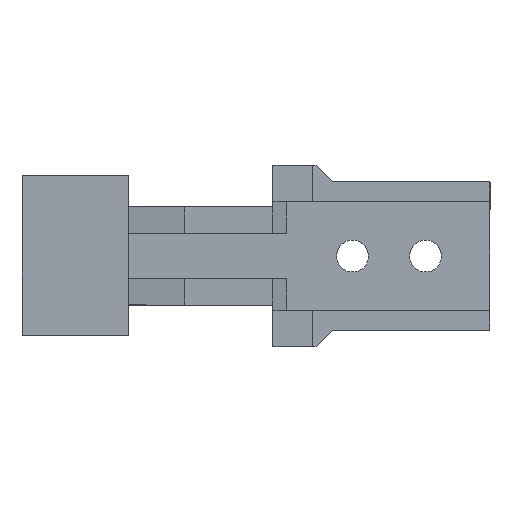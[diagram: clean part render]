
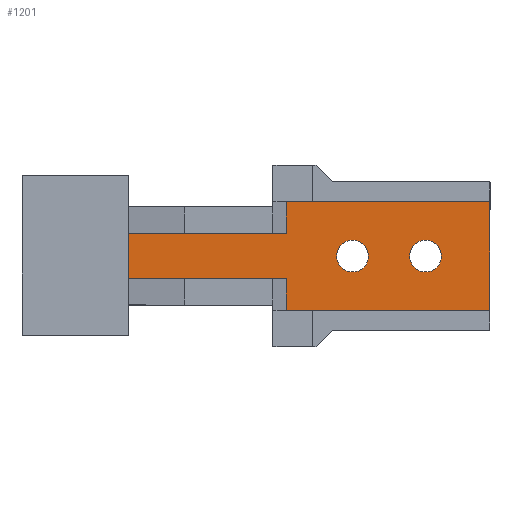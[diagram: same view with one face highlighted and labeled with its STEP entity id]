
A CAD part, top view. The second image highlights one B-rep face of the part: STEP entity #1201.
In plain terms, the highlighted planar face has unit normal (0, 0, 1).
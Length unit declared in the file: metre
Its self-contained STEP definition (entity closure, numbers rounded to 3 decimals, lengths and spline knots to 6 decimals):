
#18=CIRCLE('',#1256,0.0012);
#19=CIRCLE('',#1271,0.0012);
#252=ORIENTED_EDGE('',*,*,#447,.T.);
#253=ORIENTED_EDGE('',*,*,#486,.T.);
#254=ORIENTED_EDGE('',*,*,#481,.F.);
#255=ORIENTED_EDGE('',*,*,#493,.F.);
#256=ORIENTED_EDGE('',*,*,#499,.F.);
#257=ORIENTED_EDGE('',*,*,#500,.F.);
#258=ORIENTED_EDGE('',*,*,#501,.T.);
#259=ORIENTED_EDGE('',*,*,#491,.T.);
#260=ORIENTED_EDGE('',*,*,#482,.T.);
#261=ORIENTED_EDGE('',*,*,#408,.T.);
#408=EDGE_CURVE('',#565,#564,#688,.T.);
#447=EDGE_CURVE('',#594,#594,#18,.T.);
#481=EDGE_CURVE('',#618,#564,#757,.T.);
#482=EDGE_CURVE('',#619,#565,#758,.T.);
#486=EDGE_CURVE('',#621,#621,#19,.T.);
#491=EDGE_CURVE('',#622,#619,#766,.T.);
#493=EDGE_CURVE('',#623,#618,#768,.T.);
#499=EDGE_CURVE('',#626,#623,#774,.T.);
#500=EDGE_CURVE('',#627,#626,#775,.T.);
#501=EDGE_CURVE('',#627,#622,#776,.T.);
#564=VERTEX_POINT('',#1701);
#565=VERTEX_POINT('',#1703);
#594=VERTEX_POINT('',#1779);
#618=VERTEX_POINT('',#1848);
#619=VERTEX_POINT('',#1852);
#621=VERTEX_POINT('',#1859);
#622=VERTEX_POINT('',#1866);
#623=VERTEX_POINT('',#1871);
#626=VERTEX_POINT('',#1886);
#627=VERTEX_POINT('',#1888);
#688=LINE('',#1702,#850);
#757=LINE('',#1849,#919);
#758=LINE('',#1851,#920);
#766=LINE('',#1868,#928);
#768=LINE('',#1872,#930);
#774=LINE('',#1885,#936);
#775=LINE('',#1887,#937);
#776=LINE('',#1889,#938);
#850=VECTOR('',#1377,1.);
#919=VECTOR('',#1494,1.);
#920=VECTOR('',#1497,1.);
#928=VECTOR('',#1515,1.);
#930=VECTOR('',#1519,1.);
#936=VECTOR('',#1535,1.);
#937=VECTOR('',#1536,1.);
#938=VECTOR('',#1537,1.);
#1008=EDGE_LOOP('',(#252));
#1009=EDGE_LOOP('',(#253));
#1010=EDGE_LOOP('',(#254,#255,#256,#257,#258,#259,#260,#261));
#1078=FACE_BOUND('',#1008,.T.);
#1079=FACE_BOUND('',#1009,.T.);
#1080=FACE_BOUND('',#1010,.T.);
#1141=PLANE('',#1280);
#1201=ADVANCED_FACE('',(#1078,#1079,#1080),#1141,.F.);
#1256=AXIS2_PLACEMENT_3D('',#1778,#1435,#1436);
#1271=AXIS2_PLACEMENT_3D('',#1858,#1503,#1504);
#1280=AXIS2_PLACEMENT_3D('',#1884,#1533,#1534);
#1377=DIRECTION('',(0.,1.,0.));
#1435=DIRECTION('',(0.,0.,-1.));
#1436=DIRECTION('',(0.,-1.,0.));
#1494=DIRECTION('',(1.,0.,0.));
#1497=DIRECTION('',(1.,0.,0.));
#1503=DIRECTION('',(0.,0.,-1.));
#1504=DIRECTION('',(0.,-1.,0.));
#1515=DIRECTION('',(0.,-1.,0.));
#1519=DIRECTION('',(0.,1.,0.));
#1533=DIRECTION('',(0.,0.,-1.));
#1534=DIRECTION('',(-1.,0.,0.));
#1535=DIRECTION('',(1.,0.,0.));
#1536=DIRECTION('',(0.,1.,0.));
#1537=DIRECTION('',(1.,0.,0.));
#1701=CARTESIAN_POINT('',(-0.0017,0.0041,0.018));
#1702=CARTESIAN_POINT('',(-0.0017,-0.003702,0.018));
#1703=CARTESIAN_POINT('',(-0.0017,-0.0041,0.018));
#1778=CARTESIAN_POINT('',(-0.00655,0.,0.018));
#1779=CARTESIAN_POINT('',(-0.00655,-0.0012,0.018));
#1848=CARTESIAN_POINT('',(-0.01705,0.0041,0.018));
#1849=CARTESIAN_POINT('',(-0.017052,0.0041,0.018));
#1851=CARTESIAN_POINT('',(-0.017052,-0.0041,0.018));
#1852=CARTESIAN_POINT('',(-0.01705,-0.0041,0.018));
#1858=CARTESIAN_POINT('',(-0.01205,0.,0.018));
#1859=CARTESIAN_POINT('',(-0.01205,-0.0012,0.018));
#1866=CARTESIAN_POINT('',(-0.01705,-0.0017,0.018));
#1868=CARTESIAN_POINT('',(-0.01705,0.0017,0.018));
#1871=CARTESIAN_POINT('',(-0.01705,0.0017,0.018));
#1872=CARTESIAN_POINT('',(-0.01705,0.0017,0.018));
#1884=CARTESIAN_POINT('',(-0.01595,0.,0.018));
#1885=CARTESIAN_POINT('',(-0.0237,0.0017,0.018));
#1886=CARTESIAN_POINT('',(-0.03145,0.0017,0.018));
#1887=CARTESIAN_POINT('',(-0.03145,-0.003702,0.018));
#1888=CARTESIAN_POINT('',(-0.03145,-0.0017,0.018));
#1889=CARTESIAN_POINT('',(-0.0237,-0.0017,0.018));
